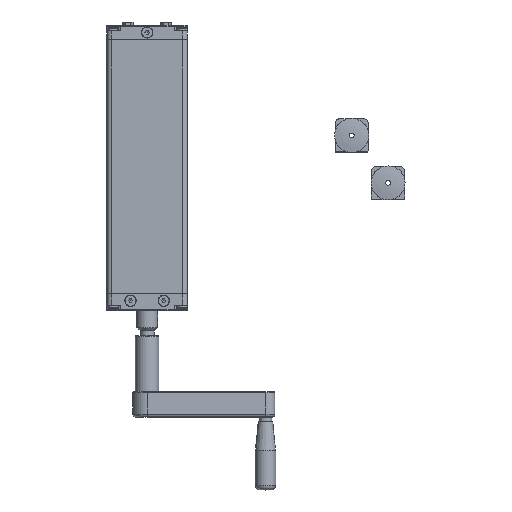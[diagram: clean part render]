
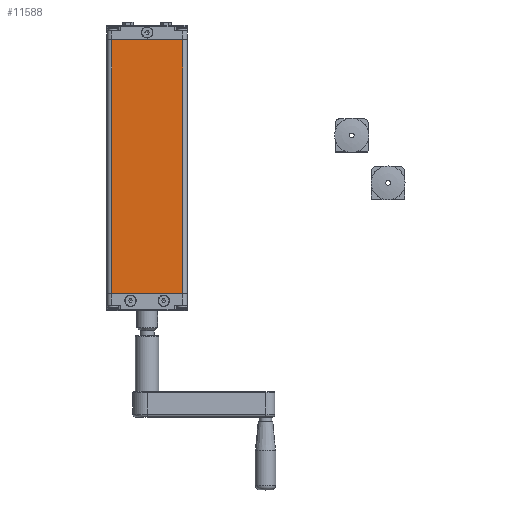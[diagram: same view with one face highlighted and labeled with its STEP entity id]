
A CAD part, top view. The second image highlights one B-rep face of the part: STEP entity #11588.
In plain terms, the highlighted planar face has unit normal (0, 0, 1).
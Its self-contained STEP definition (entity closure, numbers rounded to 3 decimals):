
#1525=FACE_OUTER_BOUND('',#2232,.T.);
#2232=EDGE_LOOP('',(#7494,#7495,#7496,#7497));
#3068=LINE('',#18008,#3937);
#3069=LINE('',#18010,#3938);
#3070=LINE('',#18012,#3939);
#3071=LINE('',#18013,#3940);
#3937=VECTOR('',#14281,267.5);
#3938=VECTOR('',#14282,75.);
#3939=VECTOR('',#14283,267.5);
#3940=VECTOR('',#14284,75.);
#4810=VERTEX_POINT('',#18006);
#4811=VERTEX_POINT('',#18007);
#4812=VERTEX_POINT('',#18009);
#4813=VERTEX_POINT('',#18011);
#5825=EDGE_CURVE('',#4810,#4811,#3068,.F.);
#5826=EDGE_CURVE('',#4812,#4810,#3069,.T.);
#5827=EDGE_CURVE('',#4813,#4812,#3070,.T.);
#5828=EDGE_CURVE('',#4811,#4813,#3071,.F.);
#7494=ORIENTED_EDGE('',*,*,#5825,.F.);
#7495=ORIENTED_EDGE('',*,*,#5826,.F.);
#7496=ORIENTED_EDGE('',*,*,#5827,.F.);
#7497=ORIENTED_EDGE('',*,*,#5828,.F.);
#10775=PLANE('',#12780);
#11588=ADVANCED_FACE('',(#1525),#10775,.T.);
#12780=AXIS2_PLACEMENT_3D('',#18005,#14279,#14280);
#14279=DIRECTION('center_axis',(0.,0.,1.));
#14280=DIRECTION('ref_axis',(1.,0.,0.));
#14281=DIRECTION('',(0.,-1.,0.));
#14282=DIRECTION('',(-1.,0.,0.));
#14283=DIRECTION('',(0.,-1.,0.));
#14284=DIRECTION('',(-1.,0.,0.));
#18005=CARTESIAN_POINT('Origin',(42.5,268.5,17.5));
#18006=CARTESIAN_POINT('',(-37.5,0.5,17.5));
#18007=CARTESIAN_POINT('',(-37.5,268.,17.5));
#18008=CARTESIAN_POINT('',(-37.5,268.,17.5));
#18009=CARTESIAN_POINT('',(37.5,0.5,17.5));
#18010=CARTESIAN_POINT('',(37.5,0.5,17.5));
#18011=CARTESIAN_POINT('',(37.5,268.,17.5));
#18012=CARTESIAN_POINT('',(37.5,268.,17.5));
#18013=CARTESIAN_POINT('',(37.5,268.,17.5));
